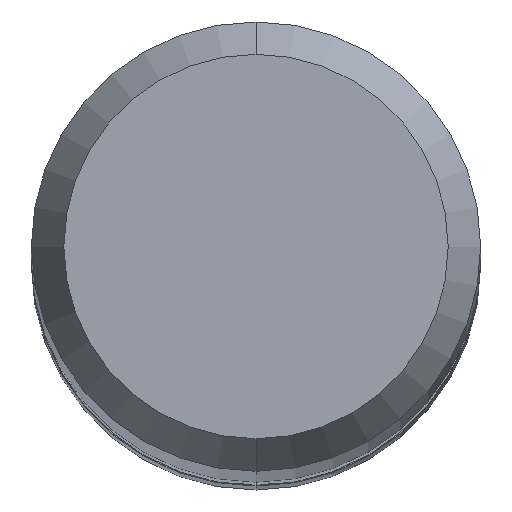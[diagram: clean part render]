
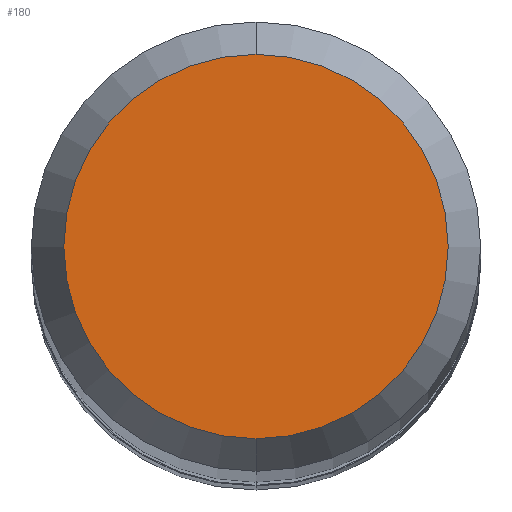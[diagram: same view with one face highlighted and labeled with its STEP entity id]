
A CAD part, top view. The second image highlights one B-rep face of the part: STEP entity #180.
In plain terms, the highlighted planar face has unit normal (0, 0, 1).
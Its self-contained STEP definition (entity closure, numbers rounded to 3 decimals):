
#180=ADVANCED_FACE('',(#493),#494,.T.);
#222=VERTEX_POINT('',#537);
#274=EDGE_CURVE('',#312,#222,#592,.T.);
#312=VERTEX_POINT('',#638);
#388=EDGE_CURVE('',#222,#312,#725,.T.);
#493=FACE_OUTER_BOUND('',#831,.T.);
#494=PLANE('',#832);
#537=CARTESIAN_POINT('',(0.,-1.358,0.0));
#592=CIRCLE('',#1093,1.358);
#638=CARTESIAN_POINT('',(0.0,1.358,0.0));
#725=CIRCLE('',#1279,1.358);
#831=EDGE_LOOP('',(#1471,#1472));
#832=AXIS2_PLACEMENT_3D('',#1473,#1474,#1475);
#1093=AXIS2_PLACEMENT_3D('',#1547,#1548,#1549);
#1279=AXIS2_PLACEMENT_3D('',#1726,#1727,#1728);
#1471=ORIENTED_EDGE('',*,*,#274,.F.);
#1472=ORIENTED_EDGE('',*,*,#388,.F.);
#1473=CARTESIAN_POINT('',(0.0,0.679,0.0));
#1474=DIRECTION('',(-0.0,0.0,1.0));
#1475=DIRECTION('',(0.0,-1.0,0.0));
#1547=CARTESIAN_POINT('',(0.0,0.0,0.0));
#1548=DIRECTION('',(0.0,0.0,-1.0));
#1549=DIRECTION('',(0.0,1.0,0.0));
#1726=CARTESIAN_POINT('',(0.0,0.0,0.0));
#1727=DIRECTION('',(0.0,0.0,-1.0));
#1728=DIRECTION('',(0.0,1.0,0.0));
